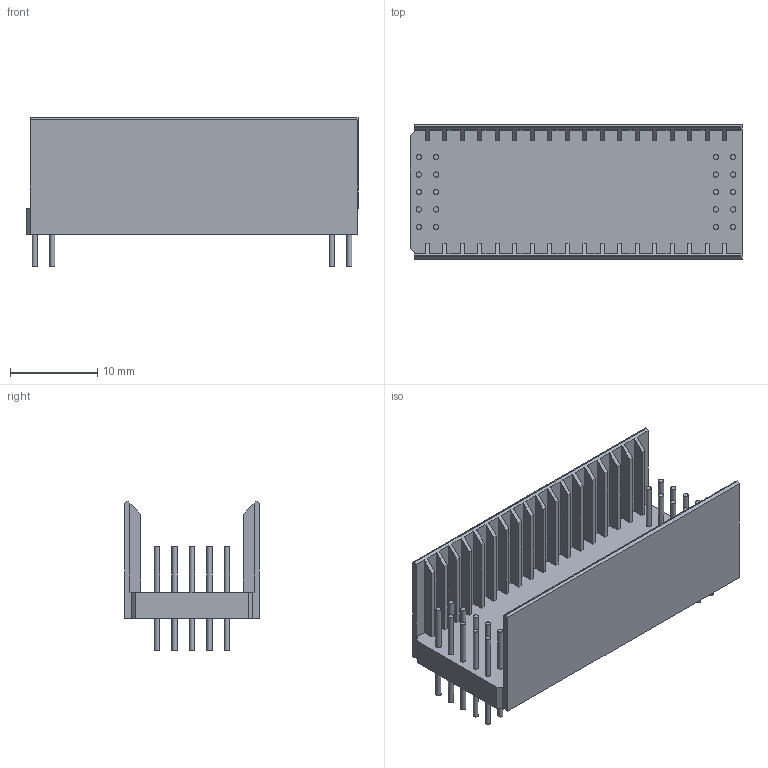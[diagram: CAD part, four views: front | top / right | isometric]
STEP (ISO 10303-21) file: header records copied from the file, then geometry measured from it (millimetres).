
FILE_DESCRIPTION(/* description */ (''),/* implementation_level */ '2;1');
FILE_NAME(/* name */ 'HARTING_17 05 095 1201.stp',/* time_stamp */ '2016-04-21T11:05:09+02:00',/* author */ ('riccim'),/* organization */ ('SolidWorks'),/* preprocessor_version */ 'ST-DEVELOPER v15.5',/* originating_system */ 'AutoCAD Mechanical',/* authorisation */ ' ');
FILE_SCHEMA (('AUTOMOTIVE_DESIGN { 1 0 10303 214 3 1 1 }'));
Length unit declared in the file: millimetre
Products named in the file (1): Product
Bounding box: 38 x 15.4 x 17.1 mm (x, y, z)
Volume: 2460.3 mm3; surface area: 4257.6 mm2
Topology: 41 solids, 41 shells, 282 faces, 600 edges, 400 vertices
Faces by surface type: plane 242, cylinder 40
Full cylindrical faces by diameter (mm): 0.6 x40
Entity records: 7310 total; most frequent: CARTESIAN_POINT 1243, DIRECTION 1206, ORIENTED_EDGE 1120, EDGE_CURVE 560, LINE 480, VECTOR 480, VERTEX_POINT 400, AXIS2_PLACEMENT_3D 363
